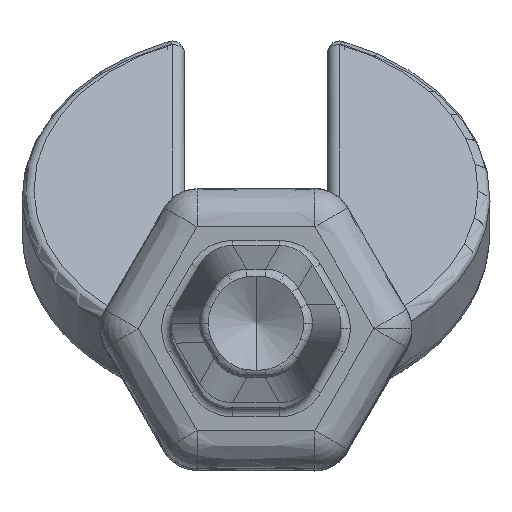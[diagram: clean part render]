
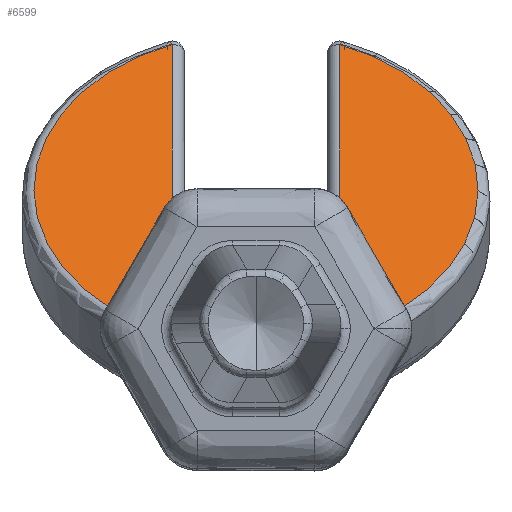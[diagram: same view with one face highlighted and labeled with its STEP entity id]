
A CAD part, top view. The second image highlights one B-rep face of the part: STEP entity #6599.
In plain terms, the highlighted planar face has unit normal (0, 0.707, 0.707).
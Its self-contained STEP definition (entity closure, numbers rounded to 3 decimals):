
#85 = VERTEX_POINT ( 'NONE', #2565 ) ;
#163 = ORIENTED_EDGE ( 'NONE', *, *, #6702, .T. ) ;
#419 = LINE ( 'NONE', #3426, #9535 ) ;
#457 = VERTEX_POINT ( 'NONE', #3280 ) ;
#577 = LINE ( 'NONE', #7251, #4134 ) ;
#772 = DIRECTION ( 'NONE',  ( 0., -0.707, 0.707 ) ) ;
#784 = CIRCLE ( 'NONE', #2657, 4.648 ) ;
#1110 = DIRECTION ( 'NONE',  ( 0., -0.707, 0.707 ) ) ;
#1119 = CARTESIAN_POINT ( 'NONE',  ( 2.509, 1.168, -40.268 ) ) ;
#1271 = CARTESIAN_POINT ( 'NONE',  ( 3.037, 0.537, -39.637 ) ) ;
#1313 = DIRECTION ( 'NONE',  ( 1., 0., 0. ) ) ;
#1502 = CARTESIAN_POINT ( 'NONE',  ( 0.918, 1.517, -40.617 ) ) ;
#1522 = CARTESIAN_POINT ( 'NONE',  ( 1.75, 6.07, -45.17 ) ) ;
#1658 = CARTESIAN_POINT ( 'NONE',  ( 0.9, 1.517, -40.617 ) ) ;
#1667 = VERTEX_POINT ( 'NONE', #3878 ) ;
#1756 = EDGE_CURVE ( 'NONE', #7787, #5153, #7254, .T. ) ;
#1761 = CARTESIAN_POINT ( 'NONE',  ( -0.921, 1.517, -40.617 ) ) ;
#1886 = CARTESIAN_POINT ( 'NONE',  ( 1.75, 2.526, -41.626 ) ) ;
#1997 = DIRECTION ( 'NONE',  ( -0.866, -0.354, 0.354 ) ) ;
#2231 = CIRCLE ( 'NONE', #3492, 4.648 ) ;
#2408 = DIRECTION ( 'NONE',  ( 0., 0.707, 0.707 ) ) ;
#2414 = VERTEX_POINT ( 'NONE', #6675 ) ;
#2565 = CARTESIAN_POINT ( 'NONE',  ( 0., 1.71, -40.81 ) ) ;
#2657 = AXIS2_PLACEMENT_3D ( 'NONE', #6125, #8273, #5403 ) ;
#2781 = CARTESIAN_POINT ( 'NONE',  ( 1.75, 2.424, -41.524 ) ) ;
#2996 = CARTESIAN_POINT ( 'NONE',  ( -1.788, 1.498, -40.598 ) ) ;
#3203 = ORIENTED_EDGE ( 'NONE', *, *, #8318, .T. ) ;
#3243 = VERTEX_POINT ( 'NONE', #1522 ) ;
#3280 = CARTESIAN_POINT ( 'NONE',  ( -1.75, 2.424, -41.524 ) ) ;
#3380 = DIRECTION ( 'NONE',  ( -0.866, 0.354, -0.354 ) ) ;
#3426 = CARTESIAN_POINT ( 'NONE',  ( -1.625, 2.373, -41.473 ) ) ;
#3492 = AXIS2_PLACEMENT_3D ( 'NONE', #7434, #9499, #772 ) ;
#3514 = EDGE_LOOP ( 'NONE', ( #8094, #9416, #9617, #6119, #4624, #163, #3203, #7720, #7961, #3917 ) ) ;
#3650 = VECTOR ( 'NONE', #1313, 1000. ) ;
#3693 = EDGE_CURVE ( 'NONE', #6058, #9138, #2231, .T. ) ;
#3809 = CARTESIAN_POINT ( 'NONE',  ( 0.9, 1.517, -40.617 ) ) ;
#3878 = CARTESIAN_POINT ( 'NONE',  ( -0.964, 1.516, -40.616 ) ) ;
#3917 = ORIENTED_EDGE ( 'NONE', *, *, #4362, .T. ) ;
#3979 = EDGE_CURVE ( 'NONE', #9138, #1667, #4420, .T. ) ;
#4134 = VECTOR ( 'NONE', #9298, 1000. ) ;
#4233 = AXIS2_PLACEMENT_3D ( 'NONE', #4794, #2408, #7764 ) ;
#4362 = EDGE_CURVE ( 'NONE', #1667, #7787, #7719, .T. ) ;
#4420 =( BOUNDED_CURVE ( )  B_SPLINE_CURVE ( 3, ( #9624, #5248, #2996, #5884 ),
 .UNSPECIFIED., .F., .F. ) 
 B_SPLINE_CURVE_WITH_KNOTS ( ( 4, 4 ),
 ( 5.427, 6.283 ),
 .UNSPECIFIED. ) 
 CURVE ( )  GEOMETRIC_REPRESENTATION_ITEM ( )  RATIONAL_B_SPLINE_CURVE ( ( 1., 0.94, 0.94, 1. ) ) 
 REPRESENTATION_ITEM ( '' )  );
#4624 = ORIENTED_EDGE ( 'NONE', *, *, #9129, .T. ) ;
#4794 = CARTESIAN_POINT ( 'NONE',  ( 0., 3.025, -42.125 ) ) ;
#5055 = LINE ( 'NONE', #1886, #5400 ) ;
#5153 = VERTEX_POINT ( 'NONE', #3809 ) ;
#5248 = CARTESIAN_POINT ( 'NONE',  ( -2.524, 1.151, -40.25 ) ) ;
#5267 =( BOUNDED_CURVE ( )  B_SPLINE_CURVE ( 3, ( #1658, #9403, #1119, #1271 ),
 .UNSPECIFIED., .F., .F. ) 
 B_SPLINE_CURVE_WITH_KNOTS ( ( 4, 4 ),
 ( 3.119, 3.998 ),
 .UNSPECIFIED. ) 
 CURVE ( )  GEOMETRIC_REPRESENTATION_ITEM ( )  RATIONAL_B_SPLINE_CURVE ( ( 1., 0.937, 0.937, 1. ) ) 
 REPRESENTATION_ITEM ( '' )  );
#5400 = VECTOR ( 'NONE', #1110, 1000. ) ;
#5403 = DIRECTION ( 'NONE',  ( 0., -0.707, 0.707 ) ) ;
#5487 = EDGE_CURVE ( 'NONE', #5153, #2414, #5267, .T. ) ;
#5661 = EDGE_CURVE ( 'NONE', #2414, #3243, #784, .T. ) ;
#5820 = CARTESIAN_POINT ( 'NONE',  ( -1.75, 6.07, -45.17 ) ) ;
#5884 = CARTESIAN_POINT ( 'NONE',  ( -0.964, 1.516, -40.616 ) ) ;
#6058 = VERTEX_POINT ( 'NONE', #5820 ) ;
#6069 = CARTESIAN_POINT ( 'NONE',  ( -0.9, 1.517, -40.617 ) ) ;
#6114 = FACE_OUTER_BOUND ( 'NONE', #3514, .T. ) ;
#6119 = ORIENTED_EDGE ( 'NONE', *, *, #8343, .T. ) ;
#6125 = CARTESIAN_POINT ( 'NONE',  ( 0., 3.025, -42.125 ) ) ;
#6599 = ADVANCED_FACE ( 'NONE', ( #6114 ), #9084, .T. ) ;
#6675 = CARTESIAN_POINT ( 'NONE',  ( 3.037, 0.537, -39.637 ) ) ;
#6702 = EDGE_CURVE ( 'NONE', #85, #457, #419, .T. ) ;
#6975 = CARTESIAN_POINT ( 'NONE',  ( -0.9, 1.517, -40.617 ) ) ;
#7251 = CARTESIAN_POINT ( 'NONE',  ( -1.75, 6.322, -45.422 ) ) ;
#7254 = LINE ( 'NONE', #1502, #3650 ) ;
#7434 = CARTESIAN_POINT ( 'NONE',  ( 0., 3.025, -42.125 ) ) ;
#7563 = CARTESIAN_POINT ( 'NONE',  ( -0.942, 1.516, -40.616 ) ) ;
#7719 =( BOUNDED_CURVE ( )  B_SPLINE_CURVE ( 3, ( #9169, #7563, #1761, #6975 ),
 .UNSPECIFIED., .F., .F. ) 
 B_SPLINE_CURVE_WITH_KNOTS ( ( 4, 4 ),
 ( 0., 0.023 ),
 .UNSPECIFIED. ) 
 CURVE ( )  GEOMETRIC_REPRESENTATION_ITEM ( )  RATIONAL_B_SPLINE_CURVE ( ( 1., 1., 1., 1. ) ) 
 REPRESENTATION_ITEM ( '' )  );
#7720 = ORIENTED_EDGE ( 'NONE', *, *, #3693, .T. ) ;
#7764 = DIRECTION ( 'NONE',  ( 1., 0., 0. ) ) ;
#7787 = VERTEX_POINT ( 'NONE', #6069 ) ;
#7842 = CARTESIAN_POINT ( 'NONE',  ( 0.125, 1.761, -40.861 ) ) ;
#7945 = CARTESIAN_POINT ( 'NONE',  ( -3.037, 0.537, -39.637 ) ) ;
#7961 = ORIENTED_EDGE ( 'NONE', *, *, #3979, .T. ) ;
#8094 = ORIENTED_EDGE ( 'NONE', *, *, #1756, .T. ) ;
#8273 = DIRECTION ( 'NONE',  ( 0., 0.707, 0.707 ) ) ;
#8318 = EDGE_CURVE ( 'NONE', #457, #6058, #577, .T. ) ;
#8343 = EDGE_CURVE ( 'NONE', #3243, #9057, #5055, .T. ) ;
#8680 = VECTOR ( 'NONE', #1997, 1000. ) ;
#9057 = VERTEX_POINT ( 'NONE', #2781 ) ;
#9084 = PLANE ( 'NONE',  #4233 ) ;
#9129 = EDGE_CURVE ( 'NONE', #9057, #85, #9353, .T. ) ;
#9138 = VERTEX_POINT ( 'NONE', #7945 ) ;
#9169 = CARTESIAN_POINT ( 'NONE',  ( -0.964, 1.516, -40.616 ) ) ;
#9298 = DIRECTION ( 'NONE',  ( 0., 0.707, -0.707 ) ) ;
#9353 = LINE ( 'NONE', #7842, #8680 ) ;
#9403 = CARTESIAN_POINT ( 'NONE',  ( 1.748, 1.517, -40.617 ) ) ;
#9416 = ORIENTED_EDGE ( 'NONE', *, *, #5487, .T. ) ;
#9499 = DIRECTION ( 'NONE',  ( 0., 0.707, 0.707 ) ) ;
#9535 = VECTOR ( 'NONE', #3380, 1000. ) ;
#9617 = ORIENTED_EDGE ( 'NONE', *, *, #5661, .T. ) ;
#9624 = CARTESIAN_POINT ( 'NONE',  ( -3.037, 0.537, -39.637 ) ) ;
